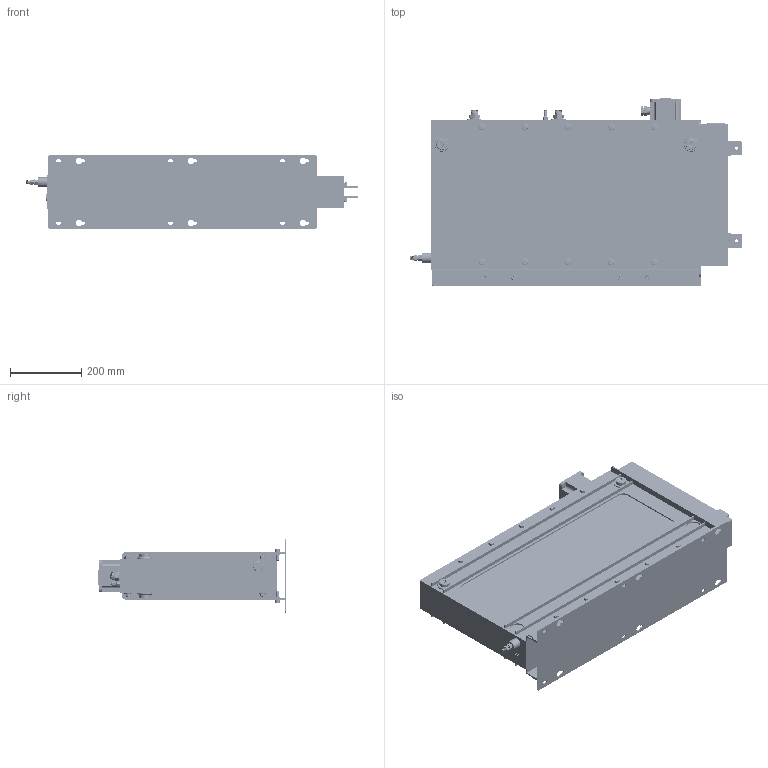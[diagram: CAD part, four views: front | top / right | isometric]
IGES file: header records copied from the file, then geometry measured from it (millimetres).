
Start section: SolidWorks IGES file using analytic representation for surfaces
Global section: file name: ÐÑÌÊ1- C IP21.IGS; native system: SolidWorks 2020; preprocessor: SolidWorks 2020; author: User; date: 240404.181904; units: millimetre
Bounding box: 934.21 x 528 x 207 mm (x, y, z)
Surface area: 3076554.8 mm2 (no closed solid volume)
Topology: 0 solids, 0 shells, 5909 faces, 84318 edges, 84214 vertices
Faces by surface type: bspline 3073, revolution 2836
